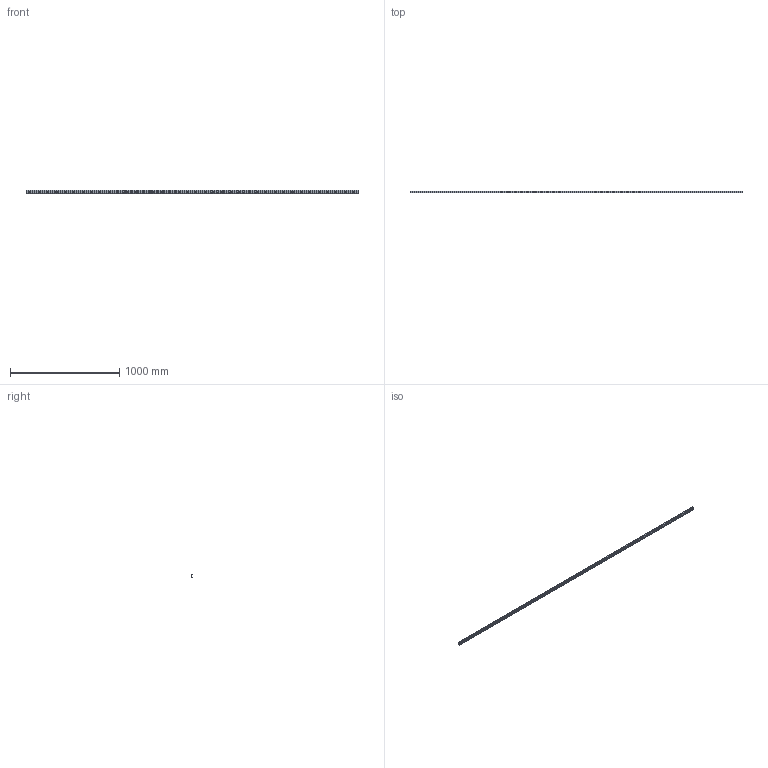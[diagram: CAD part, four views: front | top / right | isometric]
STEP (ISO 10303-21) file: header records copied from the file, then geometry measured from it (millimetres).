
FILE_DESCRIPTION((''),'2;1');
FILE_NAME('LCX 28H-3040.C.stp','2016-04-28T08:38:18',('MRathmann'),(''),'Autodesk Inventor 2012','Autodesk Inventor 2012','');
FILE_SCHEMA(('CONFIG_CONTROL_DESIGN'));
Length unit declared in the file: millimetre
Products named in the file (1): LCX 28H-3040.C
Bounding box: 3040 x 12.3 x 28 mm (x, y, z)
Volume: 491538.1 mm3; surface area: 294582.8 mm2
Topology: 1 solids, 1 shells, 138 faces, 332 edges, 234 vertices
Faces by surface type: cylinder 87, plane 51
Full cylindrical faces by diameter (mm): 6.4 x38, 11 x38
Entity records: 3610 total; most frequent: DIRECTION 670, CARTESIAN_POINT 553, ORIENTED_EDGE 436, EDGE_LOOP 328, AXIS2_PLACEMENT_3D 313, EDGE_CURVE 218, VERTEX_POINT 196, FACE_BOUND 190
